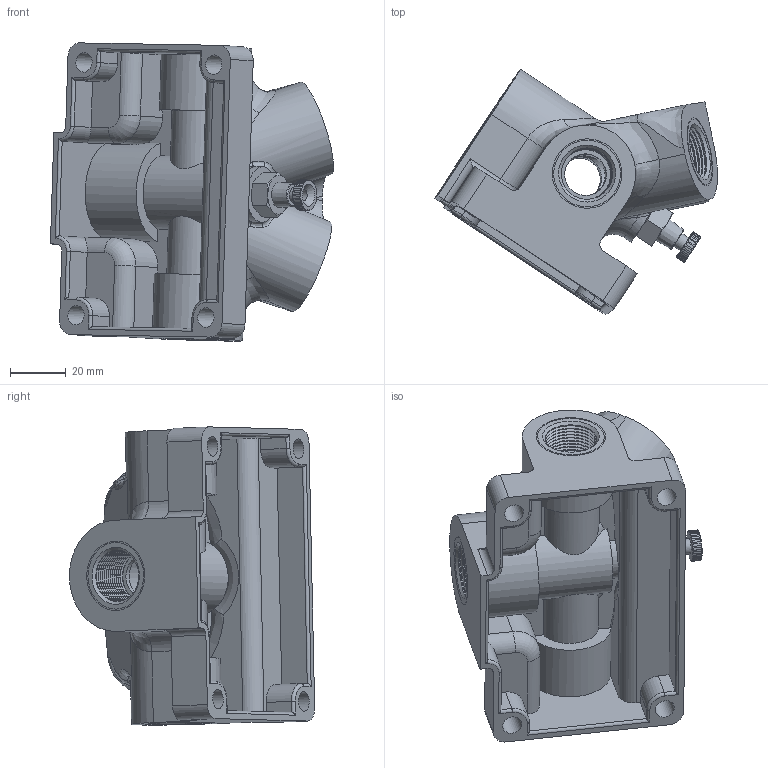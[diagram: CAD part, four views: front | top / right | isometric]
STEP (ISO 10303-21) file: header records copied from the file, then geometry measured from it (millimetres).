
FILE_DESCRIPTION (( 'STEP AP203' ), '1' );
FILE_NAME ('R231.012.012SC.STEP', '2018-01-15T12:41:21', ( 'Utente' ), ( '' ), 'SwSTEP 2.0', 'SolidWorks 2016', '' );
FILE_SCHEMA (( 'CONFIG_CONTROL_DESIGN' ));
Length unit declared in the file: millimetre
Products named in the file (4): AC510.018.018; R204.020.042; R231.034.012_R231.012.012; R231.012.012SC
Assembly tree (7 placements, depth 2):
  R231.012.012SC
    AC510.018.018
    R204.020.042  x5
    R231.034.012_R231.012.012
Bounding box: 101.84 x 88.23 x 107.25 mm (x, y, z)
Volume: 171140.1 mm3; surface area: 85529.5 mm2
Topology: 7 solids, 7 shells, 716 faces, 1811 edges, 1147 vertices
Faces by surface type: plane 312, cylinder 203, cone 160, bspline 27, torus 13, sphere 1
Full cylindrical faces by diameter (mm): 4 x1, 5.5 x2, 7 x4, 11.2 x1, 15 x9, 18 x5, 18.5 x65, 21 x1, 23 x10, 24 x10, 25 x10
Entity records: 13577 total; most frequent: CARTESIAN_POINT 4508, ORIENTED_EDGE 1802, DIRECTION 1640, EDGE_CURVE 901, AXIS2_PLACEMENT_3D 648, VERTEX_POINT 606, EDGE_LOOP 503, FACE_OUTER_BOUND 431
